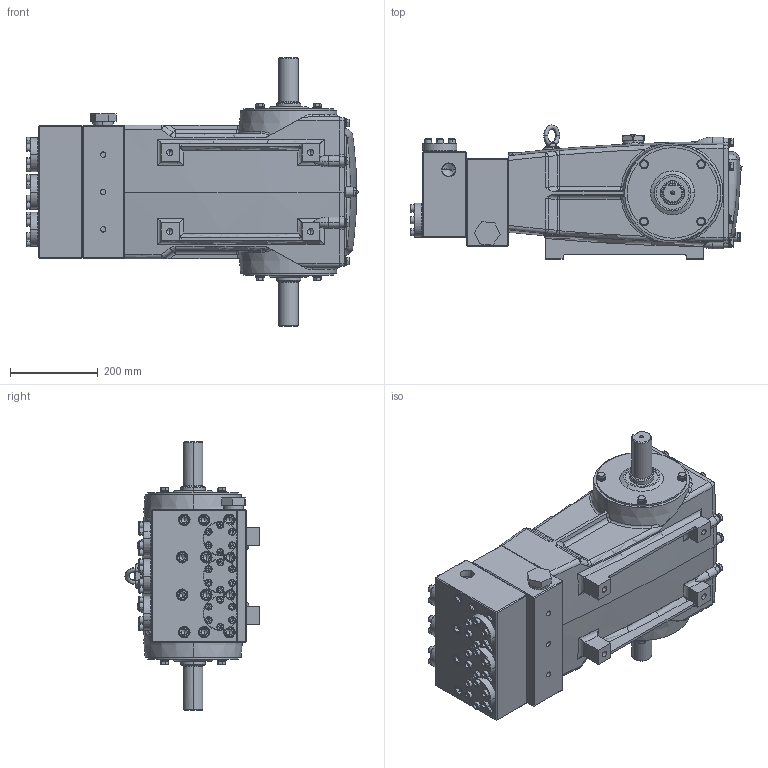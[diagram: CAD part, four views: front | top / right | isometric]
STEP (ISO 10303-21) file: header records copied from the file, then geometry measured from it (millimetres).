
FILE_DESCRIPTION (( 'STEP AP214' ), '1' );
FILE_NAME ('6831.STEP', '2008-03-03T21:10:26', ( ' ' ), ( ' ' ), 'SwSTEP 2.0', 'SolidWorks 2007', '' );
FILE_SCHEMA (( 'AUTOMOTIVE_DESIGN' ));
Length unit declared in the file: inch
Products named in the file (19): 701116; 701321; 701432; Socket Head Cap Screw_AM_B18.3.1M - 16 x 2.0 x 110 Hex SHCS  44NHX; Socket Head Cap Screw_AM_B18.3.1M - 16 x 2.0 x 110 Hex SHCS -- 44NHX; 701431; Hexagon Socket Head Cap Screw_JIS_JIS B 1176 M16 x 110 (110) --N; Continuous Thread Hexagon Head Bolt_C_JIS_JIS B 1180 Continuous thread hexagon head bolt C M10 x 40 --WN; Continuous Thread Hexagon Head Bolt_C_JIS_JIS B 1180 Continuous thread hexagon head bolt C M10 x 30 --WN; Spring Lock Washer_2_JIS_JIS B 1251 No.2 10; 126743; Flat Washer Narrow_AM_B18.22M - Plain washer, 10 mm, narrow; 60FRAME_DRIVE_END; Socket Head Cap Screw_AM_B18.3.1M - 10 x 1.5 x 30 Hex SHCS -- 30NHX; 6831; 43211; 25625; 27769; 60fr_drive_end
Assembly tree (117 placements, depth 3):
  6831
    Hexagon Socket Head Cap Screw_JIS_JIS B 1176 M16 x 110 (110) --N  x6
    Socket Head Cap Screw_AM_B18.3.1M - 10 x 1.5 x 30 Hex SHCS -- 30NHX  x36
    701432  x6
    Socket Head Cap Screw_AM_B18.3.1M - 16 x 2.0 x 110 Hex SHCS -- 44NHX  x11
    701116
    60FRAME_DRIVE_END
      Spring Lock Washer_2_JIS_JIS B 1251 No.2 10  x16
      Flat Washer Narrow_AM_B18.22M - Plain washer, 10 mm, narrow  x16
      27769
      Continuous Thread Hexagon Head Bolt_C_JIS_JIS B 1180 Continuous thread hexagon head bolt C M10 x 30 --WN  x8
      Continuous Thread Hexagon Head Bolt_C_JIS_JIS B 1180 Continuous thread hexagon head bolt C M10 x 40 --WN  x8
      43211
      25625
      126743
      60fr_drive_end
    Socket Head Cap Screw_AM_B18.3.1M - 16 x 2.0 x 110 Hex SHCS  44NHX
    701431
    701321
Bounding box: 754.92 x 304.97 x 610 mm (x, y, z)
Volume: 47165718.3 mm3; surface area: 1865995.5 mm2
Topology: 116 solids, 116 shells, 3240 faces, 7165 edges, 4207 vertices
Faces by surface type: plane 1424, cylinder 833, cone 649, torus 244, bspline 78, sphere 12
Entity records: 47018 total; most frequent: CARTESIAN_POINT 12413, DIRECTION 5607, ORIENTED_EDGE 5042, EDGE_CURVE 2521, AXIS2_PLACEMENT_3D 2299, VERTEX_POINT 1569, EDGE_LOOP 1306, CIRCLE 1144
